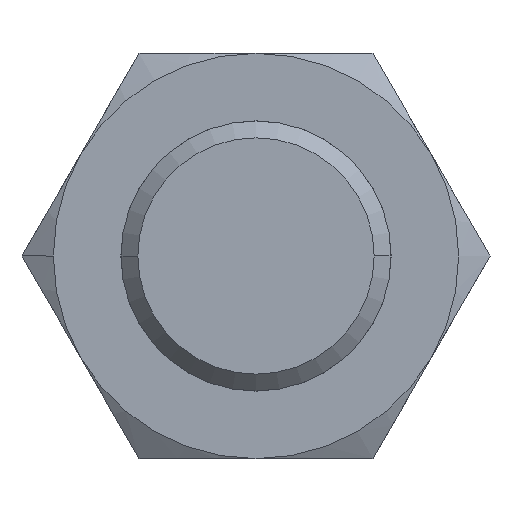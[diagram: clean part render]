
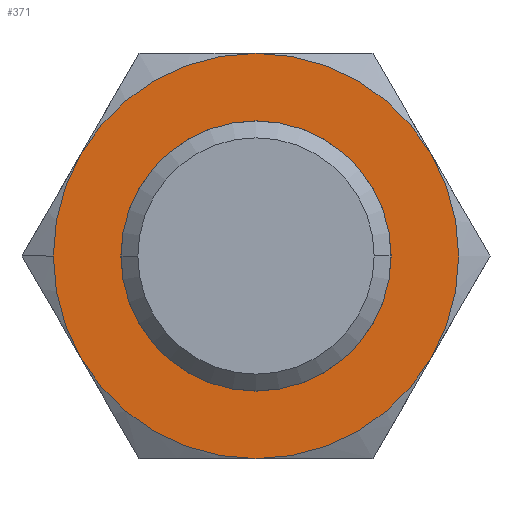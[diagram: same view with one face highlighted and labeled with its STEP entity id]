
A CAD part, front view. The second image highlights one B-rep face of the part: STEP entity #371.
In plain terms, the highlighted planar face has unit normal (0, -1, 0).
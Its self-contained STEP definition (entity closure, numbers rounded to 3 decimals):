
#18 = CARTESIAN_POINT ( 'NONE',  ( 10.392, 0., -6. ) ) ;
#30 = VERTEX_POINT ( 'NONE', #811 ) ;
#33 = CARTESIAN_POINT ( 'NONE',  ( 0., 0., -12. ) ) ;
#42 = AXIS2_PLACEMENT_3D ( 'NONE', #635, #185, #865 ) ;
#74 = DIRECTION ( 'NONE',  ( -1., 0., 0. ) ) ;
#84 = CIRCLE ( 'NONE', #42, 8. ) ;
#100 = CARTESIAN_POINT ( 'NONE',  ( 10.392, 0., 6. ) ) ;
#123 = VERTEX_POINT ( 'NONE', #18 ) ;
#143 = CARTESIAN_POINT ( 'NONE',  ( 0., 0., 0. ) ) ;
#155 = VERTEX_POINT ( 'NONE', #220 ) ;
#161 = PLANE ( 'NONE',  #204 ) ;
#170 = EDGE_CURVE ( 'NONE', #123, #895, #310, .T. ) ;
#173 = CIRCLE ( 'NONE', #189, 8. ) ;
#184 = DIRECTION ( 'NONE',  ( -1., 0., 0. ) ) ;
#185 = DIRECTION ( 'NONE',  ( 0., 1., 0. ) ) ;
#189 = AXIS2_PLACEMENT_3D ( 'NONE', #249, #788, #546 ) ;
#204 = AXIS2_PLACEMENT_3D ( 'NONE', #364, #591, #74 ) ;
#212 = DIRECTION ( 'NONE',  ( -1., 0., 0. ) ) ;
#220 = CARTESIAN_POINT ( 'NONE',  ( 0., 0., 12. ) ) ;
#221 = VERTEX_POINT ( 'NONE', #812 ) ;
#230 = ORIENTED_EDGE ( 'NONE', *, *, #170, .F. ) ;
#242 = EDGE_LOOP ( 'NONE', ( #350, #517, #477, #416, #230, #723, #331 ) ) ;
#249 = CARTESIAN_POINT ( 'NONE',  ( 0., 0., 0. ) ) ;
#255 = DIRECTION ( 'NONE',  ( -1., 0., 0. ) ) ;
#264 = AXIS2_PLACEMENT_3D ( 'NONE', #322, #389, #328 ) ;
#284 = EDGE_CURVE ( 'NONE', #798, #155, #661, .T. ) ;
#293 = CARTESIAN_POINT ( 'NONE',  ( 0., 0., 0. ) ) ;
#306 = DIRECTION ( 'NONE',  ( -1., 0., 0. ) ) ;
#310 = CIRCLE ( 'NONE', #943, 12. ) ;
#322 = CARTESIAN_POINT ( 'NONE',  ( 0., 0., 0. ) ) ;
#328 = DIRECTION ( 'NONE',  ( -1., 0., 0. ) ) ;
#331 = ORIENTED_EDGE ( 'NONE', *, *, #785, .F. ) ;
#350 = ORIENTED_EDGE ( 'NONE', *, *, #284, .F. ) ;
#351 = EDGE_CURVE ( 'NONE', #460, #30, #473, .T. ) ;
#364 = CARTESIAN_POINT ( 'NONE',  ( 12., 0., 0. ) ) ;
#370 = CARTESIAN_POINT ( 'NONE',  ( 0., 0., 0. ) ) ;
#371 = ADVANCED_FACE ( 'NONE', ( #440, #740 ), #161, .F. ) ;
#377 = DIRECTION ( 'NONE',  ( 0., 1., 0. ) ) ;
#378 = DIRECTION ( 'NONE',  ( 0., 1., 0. ) ) ;
#389 = DIRECTION ( 'NONE',  ( 0., 1., 0. ) ) ;
#399 = CARTESIAN_POINT ( 'NONE',  ( 0., 0., 0. ) ) ;
#416 = ORIENTED_EDGE ( 'NONE', *, *, #461, .F. ) ;
#440 = FACE_OUTER_BOUND ( 'NONE', #242, .T. ) ;
#460 = VERTEX_POINT ( 'NONE', #846 ) ;
#461 = EDGE_CURVE ( 'NONE', #895, #460, #693, .T. ) ;
#473 = CIRCLE ( 'NONE', #491, 12. ) ;
#477 = ORIENTED_EDGE ( 'NONE', *, *, #351, .F. ) ;
#485 = EDGE_CURVE ( 'NONE', #221, #634, #84, .T. ) ;
#488 = CARTESIAN_POINT ( 'NONE',  ( 0., 0., 0. ) ) ;
#489 = DIRECTION ( 'NONE',  ( 0., 1., 0. ) ) ;
#491 = AXIS2_PLACEMENT_3D ( 'NONE', #293, #541, #212 ) ;
#504 = EDGE_CURVE ( 'NONE', #920, #123, #596, .T. ) ;
#517 = ORIENTED_EDGE ( 'NONE', *, *, #794, .F. ) ;
#519 = EDGE_CURVE ( 'NONE', #634, #221, #173, .T. ) ;
#541 = DIRECTION ( 'NONE',  ( 0., 1., 0. ) ) ;
#546 = DIRECTION ( 'NONE',  ( -1., 0., 0. ) ) ;
#556 = AXIS2_PLACEMENT_3D ( 'NONE', #399, #559, #184 ) ;
#559 = DIRECTION ( 'NONE',  ( 0., 1., 0. ) ) ;
#591 = DIRECTION ( 'NONE',  ( 0., 1., 0. ) ) ;
#596 = CIRCLE ( 'NONE', #613, 12. ) ;
#613 = AXIS2_PLACEMENT_3D ( 'NONE', #699, #489, #916 ) ;
#634 = VERTEX_POINT ( 'NONE', #732 ) ;
#635 = CARTESIAN_POINT ( 'NONE',  ( 0., 0., 0. ) ) ;
#661 = CIRCLE ( 'NONE', #853, 12. ) ;
#693 = CIRCLE ( 'NONE', #264, 12. ) ;
#699 = CARTESIAN_POINT ( 'NONE',  ( 0., 0., 0. ) ) ;
#703 = CARTESIAN_POINT ( 'NONE',  ( -10.392, 0., 6. ) ) ;
#723 = ORIENTED_EDGE ( 'NONE', *, *, #504, .F. ) ;
#732 = CARTESIAN_POINT ( 'NONE',  ( 8., 0., 0. ) ) ;
#740 = FACE_BOUND ( 'NONE', #890, .T. ) ;
#785 = EDGE_CURVE ( 'NONE', #155, #920, #789, .T. ) ;
#786 = DIRECTION ( 'NONE',  ( 0., 1., 0. ) ) ;
#788 = DIRECTION ( 'NONE',  ( 0., 1., 0. ) ) ;
#789 = CIRCLE ( 'NONE', #556, 12. ) ;
#792 = ORIENTED_EDGE ( 'NONE', *, *, #519, .T. ) ;
#794 = EDGE_CURVE ( 'NONE', #30, #798, #885, .T. ) ;
#798 = VERTEX_POINT ( 'NONE', #703 ) ;
#811 = CARTESIAN_POINT ( 'NONE',  ( -12., 0., 0. ) ) ;
#812 = CARTESIAN_POINT ( 'NONE',  ( -8., 0., 0. ) ) ;
#822 = AXIS2_PLACEMENT_3D ( 'NONE', #488, #786, #255 ) ;
#846 = CARTESIAN_POINT ( 'NONE',  ( -10.392, 0., -6. ) ) ;
#853 = AXIS2_PLACEMENT_3D ( 'NONE', #143, #377, #903 ) ;
#865 = DIRECTION ( 'NONE',  ( -1., 0., 0. ) ) ;
#885 = CIRCLE ( 'NONE', #822, 12. ) ;
#890 = EDGE_LOOP ( 'NONE', ( #910, #792 ) ) ;
#895 = VERTEX_POINT ( 'NONE', #33 ) ;
#903 = DIRECTION ( 'NONE',  ( -1., 0., 0. ) ) ;
#910 = ORIENTED_EDGE ( 'NONE', *, *, #485, .T. ) ;
#916 = DIRECTION ( 'NONE',  ( -1., 0., 0. ) ) ;
#920 = VERTEX_POINT ( 'NONE', #100 ) ;
#943 = AXIS2_PLACEMENT_3D ( 'NONE', #370, #378, #306 ) ;
